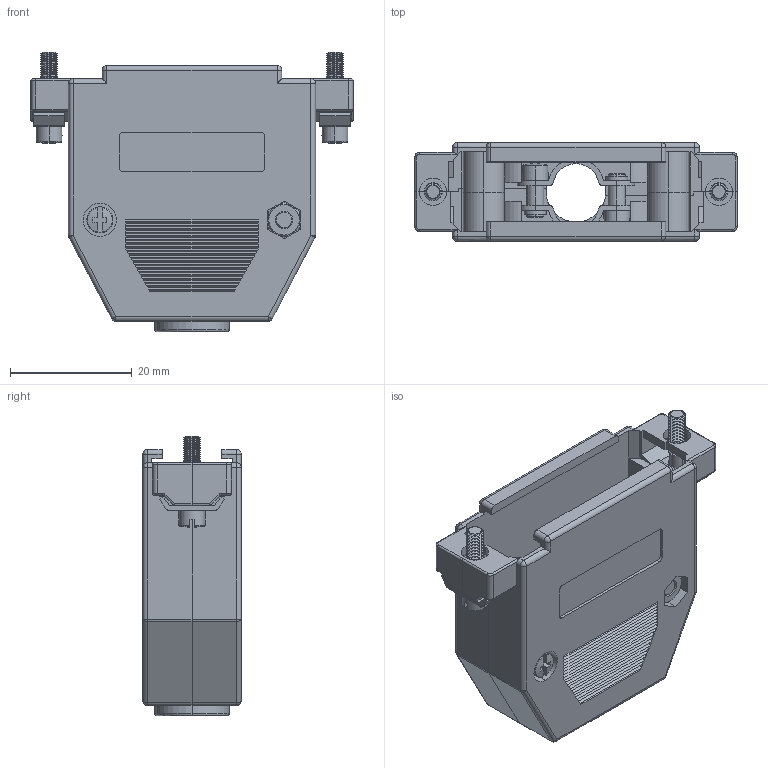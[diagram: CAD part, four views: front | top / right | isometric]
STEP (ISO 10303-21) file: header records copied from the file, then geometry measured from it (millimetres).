
FILE_DESCRIPTION (( 'STEP AP203' ), '1' );
FILE_NAME ('SDC25G.STEP', '2020-10-16T07:50:07', ( '' ), ( '' ), 'SwSTEP 2.0', 'SolidWorks 2018', '' );
FILE_SCHEMA (( 'CONFIG_CONTROL_DESIGN' ));
Length unit declared in the file: inch
Products named in the file (1): SDC25G
Bounding box: 53 x 16.2 x 45.98 mm (x, y, z)
Volume: 8490.7 mm3; surface area: 14705.3 mm2
Topology: 14 solids, 14 shells, 1000 faces, 2470 edges, 1510 vertices
Faces by surface type: plane 476, cylinder 268, cone 192, sphere 32, torus 32
Entity records: 29827 total; most frequent: CARTESIAN_POINT 5637, DIRECTION 5280, ORIENTED_EDGE 4908, EDGE_CURVE 2454, AXIS2_PLACEMENT_3D 1905, VERTEX_POINT 1510, VECTOR 1470, LINE 1470
